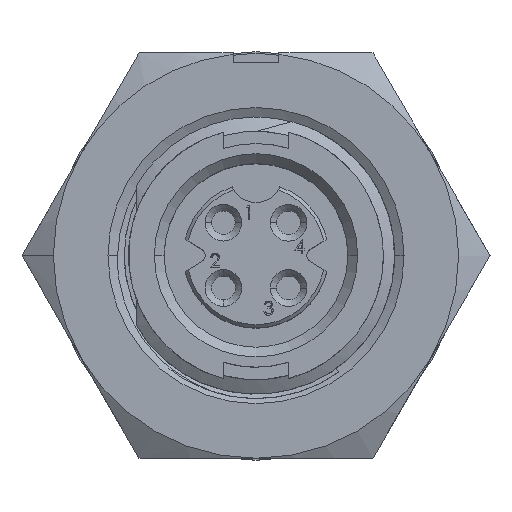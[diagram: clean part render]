
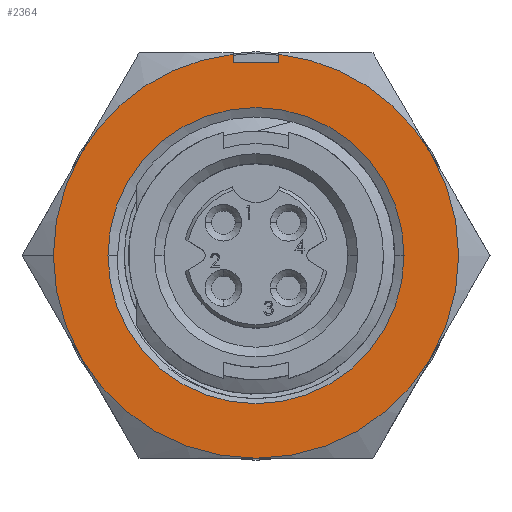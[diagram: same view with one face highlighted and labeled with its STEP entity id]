
A CAD part, top view. The second image highlights one B-rep face of the part: STEP entity #2364.
In plain terms, the highlighted planar face has unit normal (0, 0, 1).
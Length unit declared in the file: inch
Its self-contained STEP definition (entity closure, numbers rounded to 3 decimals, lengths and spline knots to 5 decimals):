
#27 = ORIENTED_EDGE ( 'NONE', *, *, #2772, .F. ) ;
#47 = ORIENTED_EDGE ( 'NONE', *, *, #2492, .F. ) ;
#62 = ORIENTED_EDGE ( 'NONE', *, *, #2491, .F. ) ;
#70 = ORIENTED_EDGE ( 'NONE', *, *, #2480, .T. ) ;
#124 = ORIENTED_EDGE ( 'NONE', *, *, #2533, .F. ) ;
#168 = ORIENTED_EDGE ( 'NONE', *, *, #2483, .F. ) ;
#191 = ORIENTED_EDGE ( 'NONE', *, *, #2489, .F. ) ;
#197 = ORIENTED_EDGE ( 'NONE', *, *, #2487, .T. ) ;
#352 = ORIENTED_EDGE ( 'NONE', *, *, #2490, .F. ) ;
#398 = ORIENTED_EDGE ( 'NONE', *, *, #2494, .F. ) ;
#447 = ORIENTED_EDGE ( 'NONE', *, *, #2493, .F. ) ;
#518 = ORIENTED_EDGE ( 'NONE', *, *, #2532, .T. ) ;
#2364 = ADVANCED_FACE ( 'NONE', ( #4176, #4178 ), #7801, .F. ) ;
#2480 = EDGE_CURVE ( 'NONE', #3399, #3398, #8905, .T. ) ;
#2483 = EDGE_CURVE ( 'NONE', #3399, #3401, #9038, .T. ) ;
#2487 = EDGE_CURVE ( 'NONE', #3403, #3401, #9050, .T. ) ;
#2489 = EDGE_CURVE ( 'NONE', #3403, #3397, #2928, .T. ) ;
#2490 = EDGE_CURVE ( 'NONE', #3397, #3396, #2929, .T. ) ;
#2491 = EDGE_CURVE ( 'NONE', #3396, #3393, #2930, .T. ) ;
#2492 = EDGE_CURVE ( 'NONE', #3393, #3125, #2931, .T. ) ;
#2493 = EDGE_CURVE ( 'NONE', #3069, #3388, #2932, .T. ) ;
#2494 = EDGE_CURVE ( 'NONE', #3388, #3398, #2933, .T. ) ;
#2532 = EDGE_CURVE ( 'NONE', #3429, #3430, #2944, .T. ) ;
#2533 = EDGE_CURVE ( 'NONE', #3429, #3430, #2945, .T. ) ;
#2772 = EDGE_CURVE ( 'NONE', #3125, #3069, #2988, .T. ) ;
#2928 = CIRCLE ( 'NONE', #4216, 0.31 ) ;
#2929 = CIRCLE ( 'NONE', #17264, 0.31 ) ;
#2930 = CIRCLE ( 'NONE', #10161, 0.31 ) ;
#2931 = CIRCLE ( 'NONE', #10163, 0.31 ) ;
#2932 = CIRCLE ( 'NONE', #10164, 0.31 ) ;
#2933 = CIRCLE ( 'NONE', #10165, 0.31 ) ;
#2944 = CIRCLE ( 'NONE', #10193, 0.2265 ) ;
#2945 = CIRCLE ( 'NONE', #10196, 0.2265 ) ;
#2988 = CIRCLE ( 'NONE', #10389, 0.31 ) ;
#3069 = VERTEX_POINT ( 'NONE', #16713 ) ;
#3125 = VERTEX_POINT ( 'NONE', #16769 ) ;
#3388 = VERTEX_POINT ( 'NONE', #17032 ) ;
#3393 = VERTEX_POINT ( 'NONE', #17037 ) ;
#3396 = VERTEX_POINT ( 'NONE', #17040 ) ;
#3397 = VERTEX_POINT ( 'NONE', #17041 ) ;
#3398 = VERTEX_POINT ( 'NONE', #17042 ) ;
#3399 = VERTEX_POINT ( 'NONE', #17043 ) ;
#3401 = VERTEX_POINT ( 'NONE', #17045 ) ;
#3403 = VERTEX_POINT ( 'NONE', #17047 ) ;
#3429 = VERTEX_POINT ( 'NONE', #17073 ) ;
#3430 = VERTEX_POINT ( 'NONE', #17074 ) ;
#4176 = FACE_BOUND ( 'NONE', #17593, .T. ) ;
#4178 = FACE_OUTER_BOUND ( 'NONE', #17585, .T. ) ;
#4206 = AXIS2_PLACEMENT_3D ( 'NONE', #7802, #7803, #7804 ) ;
#4216 = AXIS2_PLACEMENT_3D ( 'NONE', #9056, #9057, #9058 ) ;
#7801 = PLANE ( 'NONE',  #4206 ) ;
#7802 = CARTESIAN_POINT ( 'NONE',  ( 0., -0.62, 0.3905 ) ) ;
#7803 = DIRECTION ( 'NONE',  ( 0., 0., -1. ) ) ;
#7804 = DIRECTION ( 'NONE',  ( -1., 0., 0. ) ) ;
#8905 = LINE ( 'NONE', #8906, #17891 ) ;
#8906 = CARTESIAN_POINT ( 'NONE',  ( -0.035, 0.35188, 0.3905 ) ) ;
#9031 = DIRECTION ( 'NONE',  ( 0., 1., 0. ) ) ;
#9038 = LINE ( 'NONE', #9039, #17890 ) ;
#9039 = CARTESIAN_POINT ( 'NONE',  ( 0., 0.295, 0.3905 ) ) ;
#9040 = DIRECTION ( 'NONE',  ( 1., 0., 0. ) ) ;
#9050 = LINE ( 'NONE', #9051, #10162 ) ;
#9051 = CARTESIAN_POINT ( 'NONE',  ( 0.035, 0.35188, 0.3905 ) ) ;
#9052 = DIRECTION ( 'NONE',  ( 0., -1., 0. ) ) ;
#9056 = CARTESIAN_POINT ( 'NONE',  ( 0., 0., 0.3905 ) ) ;
#9057 = DIRECTION ( 'NONE',  ( 0., 0., -1. ) ) ;
#9058 = DIRECTION ( 'NONE',  ( 0., 1., 0. ) ) ;
#9059 = CARTESIAN_POINT ( 'NONE',  ( 0., 0., 0.3905 ) ) ;
#9060 = DIRECTION ( 'NONE',  ( 0., 0., -1. ) ) ;
#9061 = DIRECTION ( 'NONE',  ( -1., 0., 0. ) ) ;
#9062 = CARTESIAN_POINT ( 'NONE',  ( 0., 0., 0.3905 ) ) ;
#9063 = DIRECTION ( 'NONE',  ( 0., 0., -1. ) ) ;
#9064 = DIRECTION ( 'NONE',  ( -1., 0., 0. ) ) ;
#9065 = CARTESIAN_POINT ( 'NONE',  ( 0., 0., 0.3905 ) ) ;
#9066 = DIRECTION ( 'NONE',  ( 0., 0., -1. ) ) ;
#9067 = DIRECTION ( 'NONE',  ( -1., 0., 0. ) ) ;
#9068 = CARTESIAN_POINT ( 'NONE',  ( 0., 0., 0.3905 ) ) ;
#9069 = DIRECTION ( 'NONE',  ( 0., 0., -1. ) ) ;
#9070 = DIRECTION ( 'NONE',  ( -1., 0., 0. ) ) ;
#9071 = CARTESIAN_POINT ( 'NONE',  ( 0., 0., 0.3905 ) ) ;
#9072 = DIRECTION ( 'NONE',  ( 0., 0., -1. ) ) ;
#9073 = DIRECTION ( 'NONE',  ( 0., 1., 0. ) ) ;
#9204 = CARTESIAN_POINT ( 'NONE',  ( 0., 0., 0.3905 ) ) ;
#9205 = DIRECTION ( 'NONE',  ( 0., 0., -1. ) ) ;
#9206 = DIRECTION ( 'NONE',  ( 1., 0., 0. ) ) ;
#9207 = CARTESIAN_POINT ( 'NONE',  ( 0., 0., 0.3905 ) ) ;
#9208 = DIRECTION ( 'NONE',  ( 0., 0., 1. ) ) ;
#9209 = DIRECTION ( 'NONE',  ( 1., 0., 0. ) ) ;
#10161 = AXIS2_PLACEMENT_3D ( 'NONE', #9062, #9063, #9064 ) ;
#10162 = VECTOR ( 'NONE', #9052, 39.37008 ) ;
#10163 = AXIS2_PLACEMENT_3D ( 'NONE', #9065, #9066, #9067 ) ;
#10164 = AXIS2_PLACEMENT_3D ( 'NONE', #9068, #9069, #9070 ) ;
#10165 = AXIS2_PLACEMENT_3D ( 'NONE', #9071, #9072, #9073 ) ;
#10193 = AXIS2_PLACEMENT_3D ( 'NONE', #9204, #9205, #9206 ) ;
#10196 = AXIS2_PLACEMENT_3D ( 'NONE', #9207, #9208, #9209 ) ;
#10389 = AXIS2_PLACEMENT_3D ( 'NONE', #10794, #10795, #10796 ) ;
#10794 = CARTESIAN_POINT ( 'NONE',  ( 0., 0., 0.3905 ) ) ;
#10795 = DIRECTION ( 'NONE',  ( 0., 0., -1. ) ) ;
#10796 = DIRECTION ( 'NONE',  ( -1., 0., 0. ) ) ;
#16713 = CARTESIAN_POINT ( 'NONE',  ( -0.31, 0., 0.3905 ) ) ;
#16769 = CARTESIAN_POINT ( 'NONE',  ( -0.26847, -0.155, 0.3905 ) ) ;
#17032 = CARTESIAN_POINT ( 'NONE',  ( -0.26847, 0.155, 0.3905 ) ) ;
#17037 = CARTESIAN_POINT ( 'NONE',  ( 0., -0.31, 0.3905 ) ) ;
#17040 = CARTESIAN_POINT ( 'NONE',  ( 0.26847, -0.155, 0.3905 ) ) ;
#17041 = CARTESIAN_POINT ( 'NONE',  ( 0.26847, 0.155, 0.3905 ) ) ;
#17042 = CARTESIAN_POINT ( 'NONE',  ( -0.035, 0.30802, 0.3905 ) ) ;
#17043 = CARTESIAN_POINT ( 'NONE',  ( -0.035, 0.295, 0.3905 ) ) ;
#17045 = CARTESIAN_POINT ( 'NONE',  ( 0.035, 0.295, 0.3905 ) ) ;
#17047 = CARTESIAN_POINT ( 'NONE',  ( 0.035, 0.30802, 0.3905 ) ) ;
#17073 = CARTESIAN_POINT ( 'NONE',  ( -0.2265, 0., 0.3905 ) ) ;
#17074 = CARTESIAN_POINT ( 'NONE',  ( 0.2265, 0., 0.3905 ) ) ;
#17264 = AXIS2_PLACEMENT_3D ( 'NONE', #9059, #9060, #9061 ) ;
#17585 = EDGE_LOOP ( 'NONE', ( #398, #447, #27, #47, #62, #352, #191, #197, #168, #70 ) ) ;
#17593 = EDGE_LOOP ( 'NONE', ( #124, #518 ) ) ;
#17890 = VECTOR ( 'NONE', #9040, 39.37008 ) ;
#17891 = VECTOR ( 'NONE', #9031, 39.37008 ) ;
